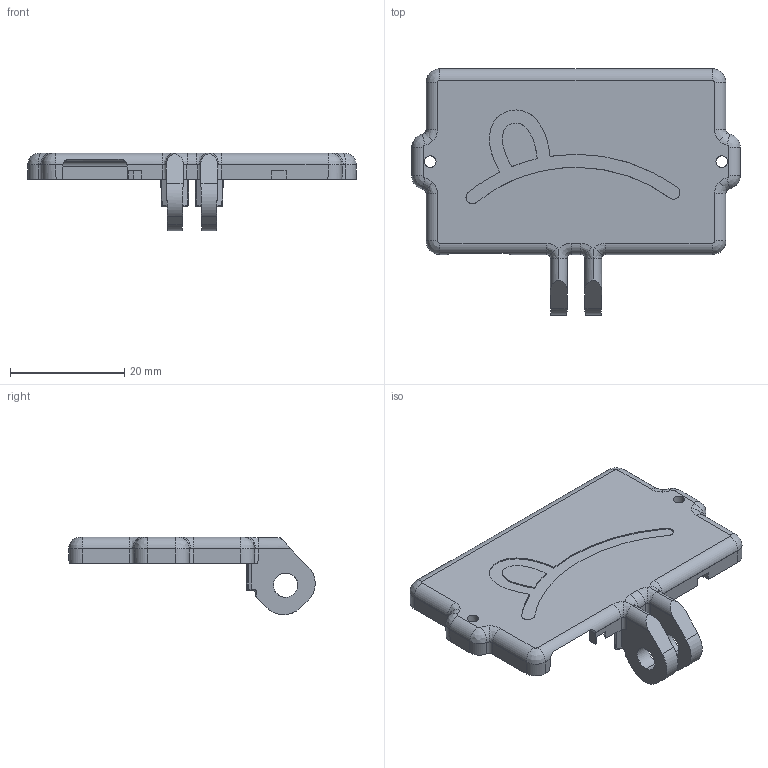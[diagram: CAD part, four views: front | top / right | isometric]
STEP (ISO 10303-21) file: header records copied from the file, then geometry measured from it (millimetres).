
FILE_DESCRIPTION (( 'STEP AP203' ), '1' );
FILE_NAME ('BabbleCaseABS 31-1-2025.STEP', '2025-02-01T02:38:41', ( '' ), ( '' ), 'SwSTEP 2.0', 'SolidWorks 2024', '' );
FILE_SCHEMA (( 'CONFIG_CONTROL_DESIGN' ));
Length unit declared in the file: millimetre
Products named in the file (1): BabbleCaseABS 31-1-2025
Bounding box: 57.58 x 43.19 x 13.58 mm (x, y, z)
Surface area: 5254.1 mm2 (no closed solid volume)
Topology: 0 solids, 1 shells, 255 faces, 687 edges, 433 vertices
Faces by surface type: cylinder 105, plane 80, bspline 67, sphere 2, cone 1
Entity records: 9040 total; most frequent: CARTESIAN_POINT 3428, ORIENTED_EDGE 1374, DIRECTION 910, EDGE_CURVE 687, VERTEX_POINT 433, LINE 324, VECTOR 324, AXIS2_PLACEMENT_3D 293
